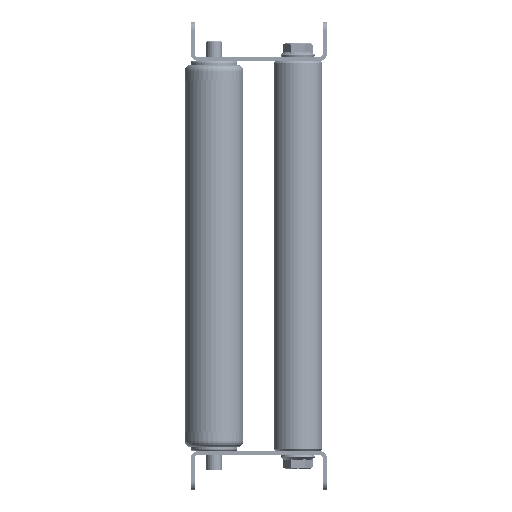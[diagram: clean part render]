
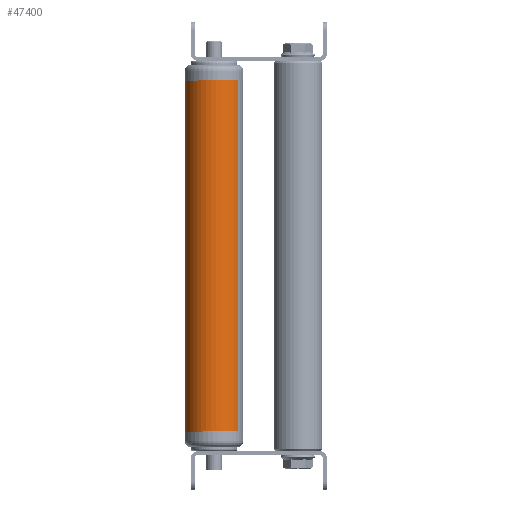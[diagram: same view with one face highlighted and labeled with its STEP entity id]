
A CAD part, left-side view. The second image highlights one B-rep face of the part: STEP entity #47400.
In plain terms, the highlighted cylindrical face has radius 15 mm (diameter 30 mm), a partial arc.
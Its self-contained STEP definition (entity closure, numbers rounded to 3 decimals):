
#334 = ORIENTED_EDGE ( 'NONE', *, *, #1497, .T. ) ;
#356 = DIRECTION ( 'NONE',  ( -1., 0., 0. ) ) ;
#517 = VERTEX_POINT ( 'NONE', #581 ) ;
#581 = CARTESIAN_POINT ( 'NONE',  ( 0., 0., -15. ) ) ;
#1393 = CARTESIAN_POINT ( 'NONE',  ( 180., 0., -15. ) ) ;
#1447 = CARTESIAN_POINT ( 'NONE',  ( 180., 0., -15. ) ) ;
#1497 = EDGE_CURVE ( 'NONE', #517, #45948, #45416, .T. ) ;
#1518 = EDGE_CURVE ( 'NONE', #20521, #517, #31068, .T. ) ;
#1640 = DIRECTION ( 'NONE',  ( -1., 0., 0. ) ) ;
#1781 = ORIENTED_EDGE ( 'NONE', *, *, #27038, .F. ) ;
#2591 = CYLINDRICAL_SURFACE ( 'NONE', #14907, 15. ) ;
#3166 = CARTESIAN_POINT ( 'NONE',  ( 180., 0., 0. ) ) ;
#5381 = DIRECTION ( 'NONE',  ( -1., 0., 0. ) ) ;
#7967 = VECTOR ( 'NONE', #356, 1000. ) ;
#9007 = FACE_OUTER_BOUND ( 'NONE', #26463, .T. ) ;
#9505 = DIRECTION ( 'NONE',  ( 0., 0., -1. ) ) ;
#9981 = EDGE_CURVE ( 'NONE', #20521, #11673, #13425, .T. ) ;
#10729 = CARTESIAN_POINT ( 'NONE',  ( 0., 0., 15. ) ) ;
#11673 = VERTEX_POINT ( 'NONE', #20506 ) ;
#11801 = VECTOR ( 'NONE', #5381, 1000. ) ;
#13425 = CIRCLE ( 'NONE', #28280, 15. ) ;
#14907 = AXIS2_PLACEMENT_3D ( 'NONE', #35665, #1640, #16821 ) ;
#15304 = CARTESIAN_POINT ( 'NONE',  ( 180., 0., 15. ) ) ;
#16821 = DIRECTION ( 'NONE',  ( 0., 0., 1. ) ) ;
#18350 = DIRECTION ( 'NONE',  ( 0., 0., -1. ) ) ;
#20506 = CARTESIAN_POINT ( 'NONE',  ( 180., 0., 15. ) ) ;
#20521 = VERTEX_POINT ( 'NONE', #1393 ) ;
#26463 = EDGE_LOOP ( 'NONE', ( #39954, #37693, #334, #1781 ) ) ;
#27038 = EDGE_CURVE ( 'NONE', #11673, #45948, #33902, .T. ) ;
#28280 = AXIS2_PLACEMENT_3D ( 'NONE', #3166, #33298, #18350 ) ;
#31068 = LINE ( 'NONE', #1447, #11801 ) ;
#31783 = DIRECTION ( 'NONE',  ( 1., 0., 0. ) ) ;
#33298 = DIRECTION ( 'NONE',  ( 1., 0., 0. ) ) ;
#33902 = LINE ( 'NONE', #15304, #7967 ) ;
#35665 = CARTESIAN_POINT ( 'NONE',  ( 180., 0., 0. ) ) ;
#35994 = AXIS2_PLACEMENT_3D ( 'NONE', #42599, #31783, #9505 ) ;
#37693 = ORIENTED_EDGE ( 'NONE', *, *, #1518, .T. ) ;
#39954 = ORIENTED_EDGE ( 'NONE', *, *, #9981, .F. ) ;
#42599 = CARTESIAN_POINT ( 'NONE',  ( 0., 0., 0. ) ) ;
#45416 = CIRCLE ( 'NONE', #35994, 15. ) ;
#45948 = VERTEX_POINT ( 'NONE', #10729 ) ;
#47400 = ADVANCED_FACE ( 'NONE', ( #9007 ), #2591, .T. ) ;
